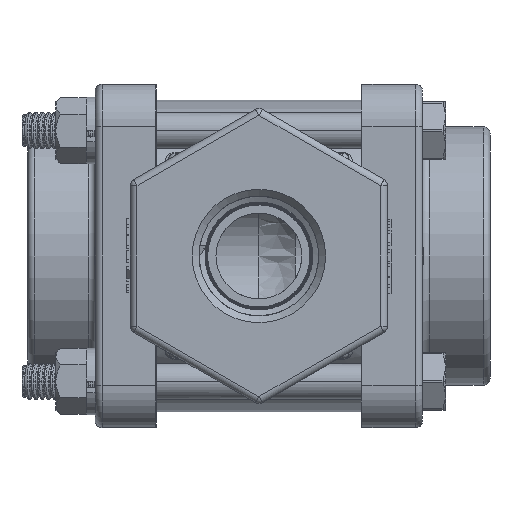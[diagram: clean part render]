
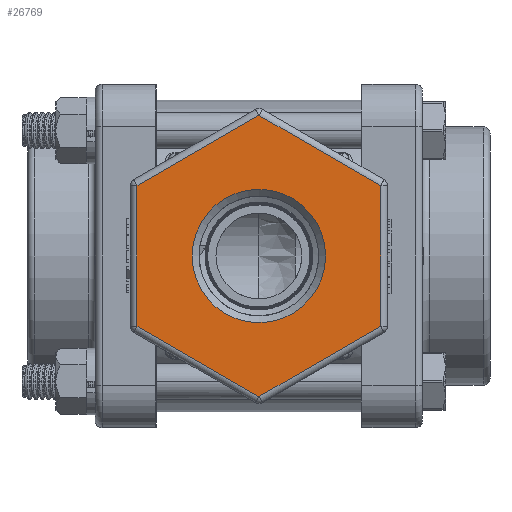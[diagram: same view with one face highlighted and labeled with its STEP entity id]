
A CAD part, front view. The second image highlights one B-rep face of the part: STEP entity #26769.
In plain terms, the highlighted planar face has unit normal (0, -1, 0).
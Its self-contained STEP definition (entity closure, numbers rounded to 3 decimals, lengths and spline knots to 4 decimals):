
#986=FACE_BOUND('',#3708,.T.);
#1236=PLANE('',#28874);
#2054=FACE_OUTER_BOUND('',#3707,.T.);
#3707=EDGE_LOOP('',(#19142,#19143,#19144,#19145,#19146,#19147));
#3708=EDGE_LOOP('',(#19148));
#5378=CIRCLE('',#28875,0.583);
#7215=LINE('',#40120,#9654);
#7217=LINE('',#40128,#9656);
#7219=LINE('',#40138,#9658);
#7220=LINE('',#40145,#9659);
#7221=LINE('',#40152,#9660);
#7222=LINE('',#40157,#9661);
#9654=VECTOR('',#31704,0.3937);
#9656=VECTOR('',#31712,0.3937);
#9658=VECTOR('',#31724,0.3937);
#9659=VECTOR('',#31735,0.3937);
#9660=VECTOR('',#31746,0.3937);
#9661=VECTOR('',#31755,0.3937);
#12050=VERTEX_POINT('',#40114);
#12052=VERTEX_POINT('',#40118);
#12053=VERTEX_POINT('',#40122);
#12056=VERTEX_POINT('',#40132);
#12059=VERTEX_POINT('',#40142);
#12060=VERTEX_POINT('',#40149);
#12061=VERTEX_POINT('',#40163);
#14742=EDGE_CURVE('',#12052,#12050,#7215,.T.);
#14746=EDGE_CURVE('',#12050,#12053,#7217,.T.);
#14751=EDGE_CURVE('',#12053,#12056,#7219,.T.);
#14755=EDGE_CURVE('',#12056,#12059,#7220,.T.);
#14759=EDGE_CURVE('',#12059,#12060,#7221,.T.);
#14762=EDGE_CURVE('',#12060,#12052,#7222,.T.);
#14764=EDGE_CURVE('',#12061,#12061,#5378,.T.);
#19142=ORIENTED_EDGE('',*,*,#14742,.F.);
#19143=ORIENTED_EDGE('',*,*,#14762,.F.);
#19144=ORIENTED_EDGE('',*,*,#14759,.F.);
#19145=ORIENTED_EDGE('',*,*,#14755,.F.);
#19146=ORIENTED_EDGE('',*,*,#14751,.F.);
#19147=ORIENTED_EDGE('',*,*,#14746,.F.);
#19148=ORIENTED_EDGE('',*,*,#14764,.T.);
#26769=ADVANCED_FACE('',(#2054,#986),#1236,.F.);
#28874=AXIS2_PLACEMENT_3D('',#40162,#31763,#31764);
#28875=AXIS2_PLACEMENT_3D('',#40164,#31765,#31766);
#31704=DIRECTION('',(0.866,0.,-0.5));
#31712=DIRECTION('',(0.,0.,-1.));
#31724=DIRECTION('',(-0.866,0.,-0.5));
#31735=DIRECTION('',(-0.866,0.,0.5));
#31746=DIRECTION('',(0.,0.,1.));
#31755=DIRECTION('',(0.866,0.,0.5));
#31763=DIRECTION('center_axis',(0.,1.,0.));
#31764=DIRECTION('ref_axis',(0.,0.,1.));
#31765=DIRECTION('center_axis',(0.,1.,0.));
#31766=DIRECTION('ref_axis',(-1.,0.,0.));
#40114=CARTESIAN_POINT('',(1.065,-2.758,0.6149));
#40118=CARTESIAN_POINT('',(0.,-2.758,1.2298));
#40120=CARTESIAN_POINT('',(0.2513,-2.758,1.0847));
#40122=CARTESIAN_POINT('',(1.065,-2.758,-0.6149));
#40128=CARTESIAN_POINT('',(1.065,-2.758,0.3248));
#40132=CARTESIAN_POINT('',(0.,-2.758,-1.2298));
#40138=CARTESIAN_POINT('',(0.8138,-2.758,-0.7599));
#40142=CARTESIAN_POINT('',(-1.065,-2.758,-0.6149));
#40145=CARTESIAN_POINT('',(-0.2513,-2.758,-1.0847));
#40149=CARTESIAN_POINT('',(-1.065,-2.758,0.6149));
#40152=CARTESIAN_POINT('',(-1.065,-2.758,-0.3248));
#40157=CARTESIAN_POINT('',(-0.8138,-2.758,0.7599));
#40162=CARTESIAN_POINT('Origin',(0.,-2.758,0.));
#40163=CARTESIAN_POINT('',(0.583,-2.758,0.));
#40164=CARTESIAN_POINT('Origin',(0.,-2.758,0.));
